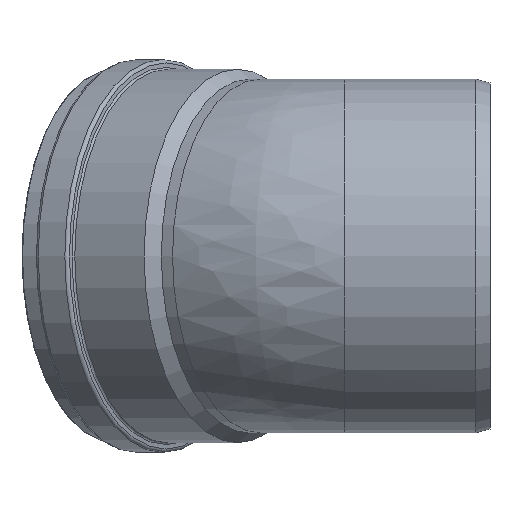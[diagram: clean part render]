
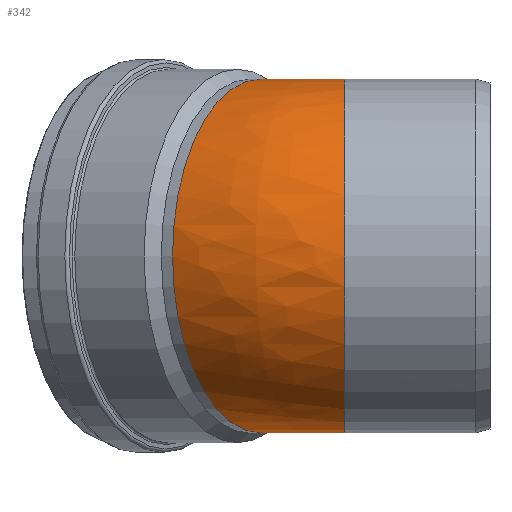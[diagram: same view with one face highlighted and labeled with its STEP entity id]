
A CAD part, left-side view. The second image highlights one B-rep face of the part: STEP entity #342.
In plain terms, the highlighted free-form (B-spline) face has degree [2, 2] with [9, 3] control points.
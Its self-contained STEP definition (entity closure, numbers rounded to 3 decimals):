
#73=CIRCLE('',#377,250.);
#74=CIRCLE('',#378,250.);
#104=(
BOUNDED_SURFACE()
B_SPLINE_SURFACE(2,2,((#608,#609,#610),(#611,#612,#613),(#614,#615,#616),
(#617,#618,#619),(#620,#621,#622),(#623,#624,#625),(#626,#627,#628),(#629,
#630,#631),(#632,#633,#634)),.UNSPECIFIED.,.F.,.F.,.F.)
B_SPLINE_SURFACE_WITH_KNOTS((3,2,2,2,3),(3,3),(-2.795,-1.397,
0.,1.397,2.795),(0.,0.524),
 .UNSPECIFIED.)
GEOMETRIC_REPRESENTATION_ITEM()
RATIONAL_B_SPLINE_SURFACE(((1.,0.966,1.),(0.766,
0.74,0.766),(1.,0.966,1.),(0.766,
0.74,0.766),(1.,0.966,1.),(0.766,
0.74,0.766),(1.,0.966,1.),(0.766,
0.74,0.766),(1.,0.966,1.)))
REPRESENTATION_ITEM('')
SURFACE()
);
#107=FACE_OUTER_BOUND('',#139,.T.);
#139=EDGE_LOOP('',(#274,#275,#276,#277));
#201=B_SPLINE_CURVE_WITH_KNOTS('',3,(#590,#591,#592,#593,#594,#595,#596),
 .UNSPECIFIED.,.F.,.F.,(4,3,4),(0.,0.048,
0.098),.UNSPECIFIED.);
#202=B_SPLINE_CURVE_WITH_KNOTS('',3,(#600,#601,#602,#603,#604,#605,#606),
 .UNSPECIFIED.,.F.,.F.,(4,3,4),(0.,0.049,
0.098),.UNSPECIFIED.);
#203=VERTEX_POINT('',#588);
#204=VERTEX_POINT('',#589);
#205=VERTEX_POINT('',#597);
#206=VERTEX_POINT('',#599);
#235=EDGE_CURVE('',#203,#204,#201,.T.);
#237=EDGE_CURVE('',#206,#205,#202,.T.);
#239=EDGE_CURVE('',#205,#203,#73,.T.);
#240=EDGE_CURVE('',#206,#204,#74,.T.);
#274=ORIENTED_EDGE('',*,*,#237,.T.);
#275=ORIENTED_EDGE('',*,*,#239,.T.);
#276=ORIENTED_EDGE('',*,*,#235,.T.);
#277=ORIENTED_EDGE('',*,*,#240,.F.);
#342=ADVANCED_FACE('',(#107),#104,.F.);
#377=AXIS2_PLACEMENT_3D('',#635,#443,#444);
#378=AXIS2_PLACEMENT_3D('',#636,#445,#446);
#443=DIRECTION('center_axis',(0.,1.,0.));
#444=DIRECTION('ref_axis',(1.,0.,0.));
#445=DIRECTION('center_axis',(0.5,0.866,0.));
#446=DIRECTION('ref_axis',(0.866,-0.5,0.));
#588=CARTESIAN_POINT('',(235.119,205.147,84.965));
#589=CARTESIAN_POINT('',(235.371,206.087,84.965));
#590=CARTESIAN_POINT('Ctrl Pts',(235.119,205.147,84.965));
#591=CARTESIAN_POINT('Ctrl Pts',(235.122,205.309,84.958));
#592=CARTESIAN_POINT('Ctrl Pts',(235.144,205.471,84.955));
#593=CARTESIAN_POINT('Ctrl Pts',(235.186,205.628,84.954));
#594=CARTESIAN_POINT('Ctrl Pts',(235.228,205.788,84.954));
#595=CARTESIAN_POINT('Ctrl Pts',(235.29,205.943,84.958));
#596=CARTESIAN_POINT('Ctrl Pts',(235.371,206.087,84.965));
#597=CARTESIAN_POINT('',(235.119,205.147,-84.965));
#599=CARTESIAN_POINT('',(235.371,206.087,-84.965));
#600=CARTESIAN_POINT('Ctrl Pts',(235.371,206.087,-84.965));
#601=CARTESIAN_POINT('Ctrl Pts',(235.29,205.943,-84.958));
#602=CARTESIAN_POINT('Ctrl Pts',(235.228,205.788,-84.954));
#603=CARTESIAN_POINT('Ctrl Pts',(235.186,205.628,-84.954));
#604=CARTESIAN_POINT('Ctrl Pts',(235.144,205.471,-84.955));
#605=CARTESIAN_POINT('Ctrl Pts',(235.122,205.309,-84.958));
#606=CARTESIAN_POINT('Ctrl Pts',(235.119,205.147,-84.965));
#608=CARTESIAN_POINT('Ctrl Pts',(235.123,205.147,84.954));
#609=CARTESIAN_POINT('Ctrl Pts',(235.123,205.65,84.954));
#610=CARTESIAN_POINT('Ctrl Pts',(235.374,206.085,84.954));
#611=CARTESIAN_POINT('Ctrl Pts',(163.753,205.147,282.481));
#612=CARTESIAN_POINT('Ctrl Pts',(163.753,224.773,282.481));
#613=CARTESIAN_POINT('Ctrl Pts',(173.566,241.77,282.481));
#614=CARTESIAN_POINT('Ctrl Pts',(-43.124,205.147,246.253));
#615=CARTESIAN_POINT('Ctrl Pts',(-43.124,280.206,246.253));
#616=CARTESIAN_POINT('Ctrl Pts',(-5.594,345.209,246.253));
#617=CARTESIAN_POINT('Ctrl Pts',(-250.,205.147,210.025));
#618=CARTESIAN_POINT('Ctrl Pts',(-250.,335.638,210.025));
#619=CARTESIAN_POINT('Ctrl Pts',(-184.754,448.647,210.025));
#620=CARTESIAN_POINT('Ctrl Pts',(-250.,205.147,0.));
#621=CARTESIAN_POINT('Ctrl Pts',(-250.,335.638,0.));
#622=CARTESIAN_POINT('Ctrl Pts',(-184.754,448.647,0.));
#623=CARTESIAN_POINT('Ctrl Pts',(-250.,205.147,-210.025));
#624=CARTESIAN_POINT('Ctrl Pts',(-250.,335.638,-210.025));
#625=CARTESIAN_POINT('Ctrl Pts',(-184.754,448.647,-210.025));
#626=CARTESIAN_POINT('Ctrl Pts',(-43.124,205.147,-246.253));
#627=CARTESIAN_POINT('Ctrl Pts',(-43.124,280.206,-246.253));
#628=CARTESIAN_POINT('Ctrl Pts',(-5.594,345.209,-246.253));
#629=CARTESIAN_POINT('Ctrl Pts',(163.753,205.147,-282.481));
#630=CARTESIAN_POINT('Ctrl Pts',(163.753,224.773,-282.481));
#631=CARTESIAN_POINT('Ctrl Pts',(173.566,241.77,-282.481));
#632=CARTESIAN_POINT('Ctrl Pts',(235.123,205.147,-84.954));
#633=CARTESIAN_POINT('Ctrl Pts',(235.123,205.65,-84.954));
#634=CARTESIAN_POINT('Ctrl Pts',(235.374,206.085,-84.954));
#635=CARTESIAN_POINT('Origin',(0.,205.147,0.));
#636=CARTESIAN_POINT('Origin',(31.752,323.647,0.));
